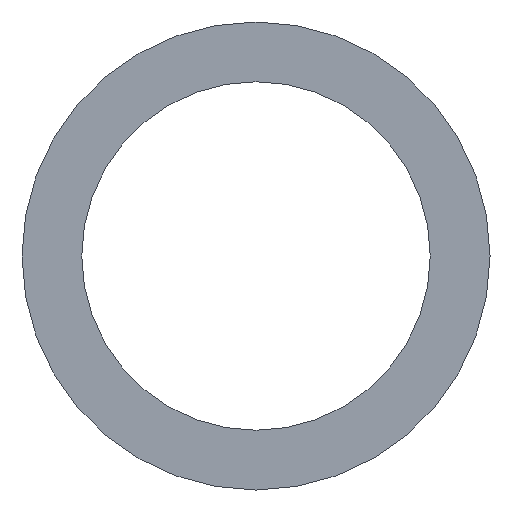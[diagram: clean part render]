
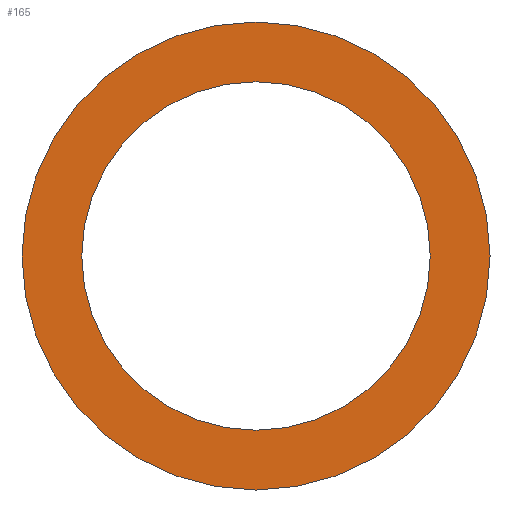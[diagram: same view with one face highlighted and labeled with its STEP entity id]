
A CAD part, left-side view. The second image highlights one B-rep face of the part: STEP entity #165.
In plain terms, the highlighted planar face has unit normal (-1, 0, 0).
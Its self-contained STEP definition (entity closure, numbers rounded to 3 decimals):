
#13 = CARTESIAN_POINT ( 'NONE',  ( -5.5, 0., 0. ) ) ;
#15 = CARTESIAN_POINT ( 'NONE',  ( -5.5, 0., 0. ) ) ;
#22 = AXIS2_PLACEMENT_3D ( 'NONE', #13, #190, #168 ) ;
#48 = PLANE ( 'NONE',  #76 ) ;
#54 = DIRECTION ( 'NONE',  ( 0., 0., 1. ) ) ;
#55 = EDGE_LOOP ( 'NONE', ( #212 ) ) ;
#71 = FACE_OUTER_BOUND ( 'NONE', #179, .T. ) ;
#76 = AXIS2_PLACEMENT_3D ( 'NONE', #138, #161, #228 ) ;
#77 = DIRECTION ( 'NONE',  ( -1., 0., 0. ) ) ;
#96 = CARTESIAN_POINT ( 'NONE',  ( -5.5, 0., 17.5 ) ) ;
#138 = CARTESIAN_POINT ( 'NONE',  ( -5.5, 23.5, 0. ) ) ;
#161 = DIRECTION ( 'NONE',  ( 1., 0., 0. ) ) ;
#165 = ADVANCED_FACE ( 'NONE', ( #270, #71 ), #48, .F. ) ;
#167 = VERTEX_POINT ( 'NONE', #96 ) ;
#168 = DIRECTION ( 'NONE',  ( 0., 0., 1. ) ) ;
#179 = EDGE_LOOP ( 'NONE', ( #240 ) ) ;
#186 = VERTEX_POINT ( 'NONE', #274 ) ;
#190 = DIRECTION ( 'NONE',  ( -1., 0., 0. ) ) ;
#212 = ORIENTED_EDGE ( 'NONE', *, *, #287, .F. ) ;
#217 = AXIS2_PLACEMENT_3D ( 'NONE', #15, #77, #54 ) ;
#228 = DIRECTION ( 'NONE',  ( 0., 0., -1. ) ) ;
#229 = CIRCLE ( 'NONE', #22, 17.5 ) ;
#240 = ORIENTED_EDGE ( 'NONE', *, *, #253, .T. ) ;
#249 = CIRCLE ( 'NONE', #217, 23.5 ) ;
#253 = EDGE_CURVE ( 'NONE', #186, #186, #249, .T. ) ;
#270 = FACE_BOUND ( 'NONE', #55, .T. ) ;
#274 = CARTESIAN_POINT ( 'NONE',  ( -5.5, 0., 23.5 ) ) ;
#287 = EDGE_CURVE ( 'NONE', #167, #167, #229, .T. ) ;
